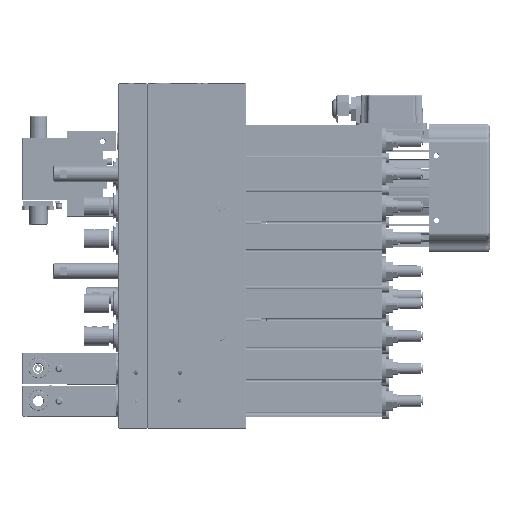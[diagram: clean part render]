
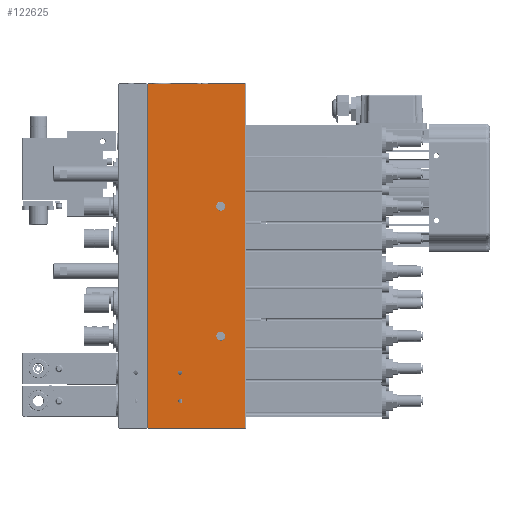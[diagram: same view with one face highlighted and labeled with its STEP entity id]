
A CAD part, left-side view. The second image highlights one B-rep face of the part: STEP entity #122625.
In plain terms, the highlighted planar face has unit normal (-1, 0, 0).
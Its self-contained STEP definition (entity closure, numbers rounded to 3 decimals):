
#46 = DIRECTION ( 'NONE',  ( 0., -1., 0. ) ) ;
#928 = ORIENTED_EDGE ( 'NONE', *, *, #70867, .F. ) ;
#1175 = LINE ( 'NONE', #154263, #126179 ) ;
#1268 = EDGE_CURVE ( 'NONE', #157198, #222625, #165654, .T. ) ;
#1409 = CARTESIAN_POINT ( 'NONE',  ( -26., -33., -36. ) ) ;
#6156 = EDGE_CURVE ( 'NONE', #222625, #157198, #41104, .T. ) ;
#6339 = VECTOR ( 'NONE', #46, 1000. ) ;
#8132 = CIRCLE ( 'NONE', #58108, 2.1 ) ;
#8645 = VERTEX_POINT ( 'NONE', #229957 ) ;
#9785 = CARTESIAN_POINT ( 'NONE',  ( -26., -33., -33.9 ) ) ;
#11461 = DIRECTION ( 'NONE',  ( -1., 0., 0. ) ) ;
#17521 = ORIENTED_EDGE ( 'NONE', *, *, #85964, .F. ) ;
#17742 = CARTESIAN_POINT ( 'NONE',  ( -26., -33., -38.1 ) ) ;
#19398 = VERTEX_POINT ( 'NONE', #135933 ) ;
#20362 = CARTESIAN_POINT ( 'NONE',  ( -26., -73., 0. ) ) ;
#26854 = ORIENTED_EDGE ( 'NONE', *, *, #198925, .T. ) ;
#27253 = LINE ( 'NONE', #226388, #132436 ) ;
#30852 = CARTESIAN_POINT ( 'NONE',  ( -26., -73., 132.4 ) ) ;
#32922 = EDGE_CURVE ( 'NONE', #83229, #51724, #8132, .T. ) ;
#34017 = FACE_OUTER_BOUND ( 'NONE', #105138, .T. ) ;
#36835 = VECTOR ( 'NONE', #71876, 1000. ) ;
#39611 = DIRECTION ( 'NONE',  ( 0., 0., 1. ) ) ;
#41104 = CIRCLE ( 'NONE', #192445, 4.4 ) ;
#47996 = CIRCLE ( 'NONE', #138597, 2.1 ) ;
#48053 = VERTEX_POINT ( 'NONE', #73348 ) ;
#50061 = VERTEX_POINT ( 'NONE', #175405 ) ;
#51671 = ORIENTED_EDGE ( 'NONE', *, *, #6156, .F. ) ;
#51724 = VERTEX_POINT ( 'NONE', #17742 ) ;
#55638 = CARTESIAN_POINT ( 'NONE',  ( -26., -98., -91. ) ) ;
#56417 = CARTESIAN_POINT ( 'NONE',  ( -26., -33., -64. ) ) ;
#56924 = ORIENTED_EDGE ( 'NONE', *, *, #86835, .T. ) ;
#57673 = EDGE_CURVE ( 'NONE', #50061, #231166, #116059, .T. ) ;
#58108 = AXIS2_PLACEMENT_3D ( 'NONE', #129241, #75289, #39611 ) ;
#60216 = ORIENTED_EDGE ( 'NONE', *, *, #57673, .F. ) ;
#61249 = AXIS2_PLACEMENT_3D ( 'NONE', #219267, #198744, #92402 ) ;
#67032 = CIRCLE ( 'NONE', #227407, 2.1 ) ;
#67749 = CARTESIAN_POINT ( 'NONE',  ( -26., -1., 249. ) ) ;
#68165 = PLANE ( 'NONE',  #107047 ) ;
#69537 = CARTESIAN_POINT ( 'NONE',  ( -26., -97., 250. ) ) ;
#70493 = DIRECTION ( 'NONE',  ( 0., 0., 1. ) ) ;
#70867 = EDGE_CURVE ( 'NONE', #48053, #19398, #67032, .T. ) ;
#71876 = DIRECTION ( 'NONE',  ( 0., 0., 1. ) ) ;
#72070 = DIRECTION ( 'NONE',  ( -1., 0., 0. ) ) ;
#73348 = CARTESIAN_POINT ( 'NONE',  ( -26., -33., -61.9 ) ) ;
#74763 = CARTESIAN_POINT ( 'NONE',  ( -26., -33., -64. ) ) ;
#74916 = DIRECTION ( 'NONE',  ( 0., 1., 0. ) ) ;
#75289 = DIRECTION ( 'NONE',  ( -1., 0., 0. ) ) ;
#78383 = CIRCLE ( 'NONE', #61249, 4.4 ) ;
#79300 = FACE_BOUND ( 'NONE', #87063, .T. ) ;
#81361 = CARTESIAN_POINT ( 'NONE',  ( -26., -73., 4.4 ) ) ;
#82946 = CARTESIAN_POINT ( 'NONE',  ( -26., -73., 0. ) ) ;
#83229 = VERTEX_POINT ( 'NONE', #9785 ) ;
#85964 = EDGE_CURVE ( 'NONE', #51724, #83229, #100787, .T. ) ;
#86835 = EDGE_CURVE ( 'NONE', #8645, #177017, #165245, .T. ) ;
#87063 = EDGE_LOOP ( 'NONE', ( #928, #88303 ) ) ;
#88303 = ORIENTED_EDGE ( 'NONE', *, *, #93804, .F. ) ;
#89479 = DIRECTION ( 'NONE',  ( -1., 0., 0. ) ) ;
#92402 = DIRECTION ( 'NONE',  ( 0., 0., 1. ) ) ;
#93804 = EDGE_CURVE ( 'NONE', #19398, #48053, #47996, .T. ) ;
#94072 = VERTEX_POINT ( 'NONE', #212591 ) ;
#98140 = ORIENTED_EDGE ( 'NONE', *, *, #1268, .F. ) ;
#100787 = CIRCLE ( 'NONE', #174667, 2.1 ) ;
#105138 = EDGE_LOOP ( 'NONE', ( #56924, #26854, #209324, #219136 ) ) ;
#107047 = AXIS2_PLACEMENT_3D ( 'NONE', #160969, #89479, #70493 ) ;
#107250 = EDGE_CURVE ( 'NONE', #94072, #176242, #1175, .T. ) ;
#107645 = AXIS2_PLACEMENT_3D ( 'NONE', #232288, #123708, #214864 ) ;
#108128 = CARTESIAN_POINT ( 'NONE',  ( -26., -73., -4.4 ) ) ;
#116059 = CIRCLE ( 'NONE', #107645, 4.4 ) ;
#122625 = ADVANCED_FACE ( 'NONE', ( #34017, #173062, #124805, #79300, #138957 ), #68165, .T. ) ;
#123708 = DIRECTION ( 'NONE',  ( -1., 0., 0. ) ) ;
#124602 = EDGE_LOOP ( 'NONE', ( #128873, #17521 ) ) ;
#124805 = FACE_BOUND ( 'NONE', #213980, .T. ) ;
#126179 = VECTOR ( 'NONE', #74916, 1000. ) ;
#128873 = ORIENTED_EDGE ( 'NONE', *, *, #32922, .F. ) ;
#129241 = CARTESIAN_POINT ( 'NONE',  ( -26., -33., -36. ) ) ;
#132436 = VECTOR ( 'NONE', #206702, 1000. ) ;
#135933 = CARTESIAN_POINT ( 'NONE',  ( -26., -33., -66.1 ) ) ;
#136942 = AXIS2_PLACEMENT_3D ( 'NONE', #82946, #11461, #209017 ) ;
#138597 = AXIS2_PLACEMENT_3D ( 'NONE', #74763, #183436, #185790 ) ;
#138957 = FACE_BOUND ( 'NONE', #124602, .T. ) ;
#147671 = DIRECTION ( 'NONE',  ( 0., 0., 1. ) ) ;
#154263 = CARTESIAN_POINT ( 'NONE',  ( -26., -98., 249. ) ) ;
#157198 = VERTEX_POINT ( 'NONE', #81361 ) ;
#160969 = CARTESIAN_POINT ( 'NONE',  ( -26., -98., -92. ) ) ;
#165245 = LINE ( 'NONE', #55638, #6339 ) ;
#165654 = CIRCLE ( 'NONE', #136942, 4.4 ) ;
#166413 = DIRECTION ( 'NONE',  ( 0., 0., 1. ) ) ;
#173062 = FACE_BOUND ( 'NONE', #180333, .T. ) ;
#174667 = AXIS2_PLACEMENT_3D ( 'NONE', #1409, #72070, #166413 ) ;
#175405 = CARTESIAN_POINT ( 'NONE',  ( -26., -73., 123.6 ) ) ;
#176242 = VERTEX_POINT ( 'NONE', #67749 ) ;
#177017 = VERTEX_POINT ( 'NONE', #217226 ) ;
#180333 = EDGE_LOOP ( 'NONE', ( #182762, #60216 ) ) ;
#182762 = ORIENTED_EDGE ( 'NONE', *, *, #224357, .F. ) ;
#183436 = DIRECTION ( 'NONE',  ( -1., 0., 0. ) ) ;
#185790 = DIRECTION ( 'NONE',  ( 0., 0., 1. ) ) ;
#192445 = AXIS2_PLACEMENT_3D ( 'NONE', #20362, #220191, #202780 ) ;
#198744 = DIRECTION ( 'NONE',  ( -1., 0., 0. ) ) ;
#198925 = EDGE_CURVE ( 'NONE', #177017, #94072, #229716, .T. ) ;
#202780 = DIRECTION ( 'NONE',  ( 0., 0., 1. ) ) ;
#206702 = DIRECTION ( 'NONE',  ( 0., 0., -1. ) ) ;
#209017 = DIRECTION ( 'NONE',  ( 0., 0., 1. ) ) ;
#209324 = ORIENTED_EDGE ( 'NONE', *, *, #107250, .T. ) ;
#212591 = CARTESIAN_POINT ( 'NONE',  ( -26., -97., 249. ) ) ;
#213980 = EDGE_LOOP ( 'NONE', ( #98140, #51671 ) ) ;
#214864 = DIRECTION ( 'NONE',  ( 0., 0., 1. ) ) ;
#217226 = CARTESIAN_POINT ( 'NONE',  ( -26., -97., -91. ) ) ;
#218469 = EDGE_CURVE ( 'NONE', #176242, #8645, #27253, .T. ) ;
#219136 = ORIENTED_EDGE ( 'NONE', *, *, #218469, .T. ) ;
#219267 = CARTESIAN_POINT ( 'NONE',  ( -26., -73., 128. ) ) ;
#220191 = DIRECTION ( 'NONE',  ( -1., 0., 0. ) ) ;
#220530 = DIRECTION ( 'NONE',  ( -1., 0., 0. ) ) ;
#222625 = VERTEX_POINT ( 'NONE', #108128 ) ;
#224357 = EDGE_CURVE ( 'NONE', #231166, #50061, #78383, .T. ) ;
#226388 = CARTESIAN_POINT ( 'NONE',  ( -26., -1., -92. ) ) ;
#227407 = AXIS2_PLACEMENT_3D ( 'NONE', #56417, #220530, #147671 ) ;
#229716 = LINE ( 'NONE', #69537, #36835 ) ;
#229957 = CARTESIAN_POINT ( 'NONE',  ( -26., -1., -91. ) ) ;
#231166 = VERTEX_POINT ( 'NONE', #30852 ) ;
#232288 = CARTESIAN_POINT ( 'NONE',  ( -26., -73., 128. ) ) ;
